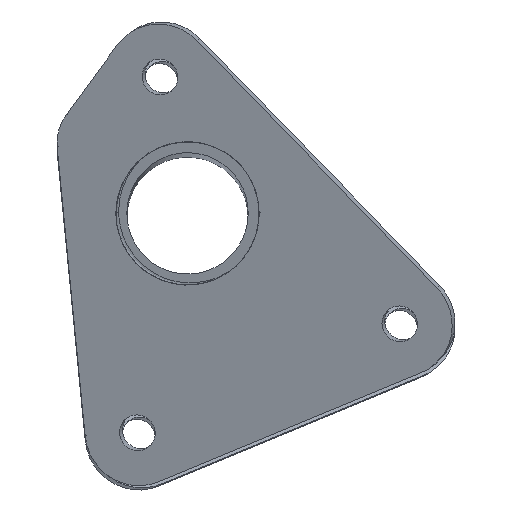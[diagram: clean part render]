
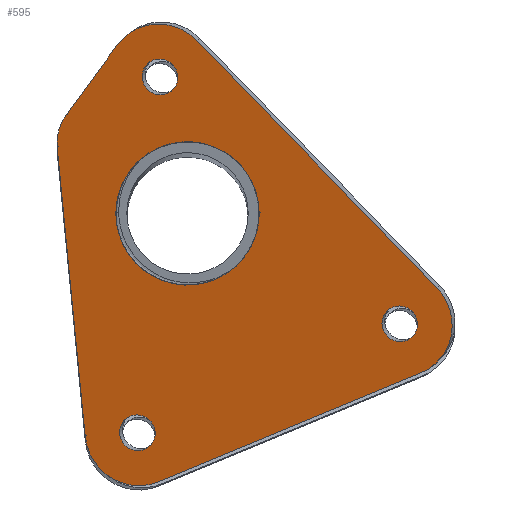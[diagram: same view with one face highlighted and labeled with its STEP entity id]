
A CAD part, top view. The second image highlights one B-rep face of the part: STEP entity #595.
In plain terms, the highlighted planar face has unit normal (-0.197, -0.151, 0.969).
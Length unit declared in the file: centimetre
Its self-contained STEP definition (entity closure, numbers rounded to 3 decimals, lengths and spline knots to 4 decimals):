
#36=B_SPLINE_CURVE_WITH_KNOTS('',3,(#958,#959,#960,#961,#962,#963,#964),
 .UNSPECIFIED.,.F.,.F.,(4,1,1,1,4),(0.,0.25,0.5,
0.75,1.),.UNSPECIFIED.);
#37=B_SPLINE_CURVE_WITH_KNOTS('',3,(#965,#966,#967,#968,#969,#970,#971),
 .UNSPECIFIED.,.F.,.F.,(4,1,1,1,4),(0.,0.25,0.5,
0.75,1.),.UNSPECIFIED.);
#48=LINE('',#938,#84);
#49=LINE('',#942,#85);
#50=LINE('',#946,#86);
#51=LINE('',#949,#87);
#84=VECTOR('',#749,8.1958);
#85=VECTOR('',#752,8.1972);
#86=VECTOR('',#755,9.6493);
#87=VECTOR('',#758,2.5269);
#121=CIRCLE('',#647,1.35);
#122=CIRCLE('',#649,1.5);
#123=CIRCLE('',#650,1.5);
#124=CIRCLE('',#651,1.5);
#125=CIRCLE('',#652,0.5075);
#126=CIRCLE('',#653,0.5075);
#127=CIRCLE('',#654,0.5075);
#175=FACE_BOUND('',#242,.T.);
#176=FACE_BOUND('',#243,.T.);
#177=FACE_BOUND('',#244,.T.);
#178=FACE_BOUND('',#245,.T.);
#199=FACE_OUTER_BOUND('',#241,.T.);
#241=EDGE_LOOP('',(#448,#449,#450,#451,#452,#453,#454,#455));
#242=EDGE_LOOP('',(#456));
#243=EDGE_LOOP('',(#457));
#244=EDGE_LOOP('',(#458));
#245=EDGE_LOOP('',(#459,#460));
#308=VERTEX_POINT('',#931);
#309=VERTEX_POINT('',#932);
#310=VERTEX_POINT('',#937);
#311=VERTEX_POINT('',#939);
#312=VERTEX_POINT('',#941);
#313=VERTEX_POINT('',#943);
#314=VERTEX_POINT('',#945);
#315=VERTEX_POINT('',#947);
#316=VERTEX_POINT('',#950);
#317=VERTEX_POINT('',#952);
#318=VERTEX_POINT('',#954);
#319=VERTEX_POINT('',#956);
#320=VERTEX_POINT('',#957);
#364=EDGE_CURVE('',#308,#309,#121,.T.);
#367=EDGE_CURVE('',#310,#308,#48,.T.);
#368=EDGE_CURVE('',#311,#310,#122,.T.);
#369=EDGE_CURVE('',#312,#311,#49,.T.);
#370=EDGE_CURVE('',#313,#312,#123,.T.);
#371=EDGE_CURVE('',#314,#313,#50,.T.);
#372=EDGE_CURVE('',#315,#314,#124,.T.);
#373=EDGE_CURVE('',#309,#315,#51,.T.);
#374=EDGE_CURVE('',#316,#316,#125,.T.);
#375=EDGE_CURVE('',#317,#317,#126,.T.);
#376=EDGE_CURVE('',#318,#318,#127,.T.);
#377=EDGE_CURVE('',#319,#320,#36,.T.);
#378=EDGE_CURVE('',#320,#319,#37,.T.);
#448=ORIENTED_EDGE('',*,*,#364,.F.);
#449=ORIENTED_EDGE('',*,*,#367,.F.);
#450=ORIENTED_EDGE('',*,*,#368,.F.);
#451=ORIENTED_EDGE('',*,*,#369,.F.);
#452=ORIENTED_EDGE('',*,*,#370,.F.);
#453=ORIENTED_EDGE('',*,*,#371,.F.);
#454=ORIENTED_EDGE('',*,*,#372,.F.);
#455=ORIENTED_EDGE('',*,*,#373,.F.);
#456=ORIENTED_EDGE('',*,*,#374,.F.);
#457=ORIENTED_EDGE('',*,*,#375,.F.);
#458=ORIENTED_EDGE('',*,*,#376,.F.);
#459=ORIENTED_EDGE('',*,*,#377,.F.);
#460=ORIENTED_EDGE('',*,*,#378,.F.);
#578=PLANE('',#648);
#595=ADVANCED_FACE('',(#199,#175,#176,#177,#178),#578,.F.);
#647=AXIS2_PLACEMENT_3D('',#933,#743,#744);
#648=AXIS2_PLACEMENT_3D('',#936,#747,#748);
#649=AXIS2_PLACEMENT_3D('',#940,#750,#751);
#650=AXIS2_PLACEMENT_3D('',#944,#753,#754);
#651=AXIS2_PLACEMENT_3D('',#948,#756,#757);
#652=AXIS2_PLACEMENT_3D('',#951,#759,#760);
#653=AXIS2_PLACEMENT_3D('',#953,#761,#762);
#654=AXIS2_PLACEMENT_3D('',#955,#763,#764);
#743=DIRECTION('center_axis',(0.197,0.151,-0.969));
#744=DIRECTION('ref_axis',(-0.976,-0.066,-0.209));
#747=DIRECTION('center_axis',(0.197,0.151,-0.969));
#748=DIRECTION('ref_axis',(-0.98,0.03,-0.195));
#749=DIRECTION('',(-0.096,0.986,0.134));
#750=DIRECTION('center_axis',(0.197,0.151,-0.969));
#751=DIRECTION('ref_axis',(0.396,-0.916,-0.062));
#752=DIRECTION('',(-0.897,-0.372,-0.24));
#753=DIRECTION('center_axis',(0.197,0.151,-0.969));
#754=DIRECTION('ref_axis',(0.69,0.68,0.246));
#755=DIRECTION('',(0.696,-0.717,0.03));
#756=DIRECTION('center_axis',(0.197,0.151,-0.969));
#757=DIRECTION('ref_axis',(-0.797,0.6,-0.069));
#758=DIRECTION('',(0.571,0.785,0.238));
#759=DIRECTION('center_axis',(-0.197,-0.151,0.969));
#760=DIRECTION('ref_axis',(-0.98,0.03,-0.195));
#761=DIRECTION('center_axis',(-0.197,-0.151,0.969));
#762=DIRECTION('ref_axis',(-0.98,0.03,-0.195));
#763=DIRECTION('center_axis',(-0.197,-0.151,0.969));
#764=DIRECTION('ref_axis',(-0.98,0.03,-0.195));
#931=CARTESIAN_POINT('',(20.3473,53.8375,35.7305));
#932=CARTESIAN_POINT('',(20.5889,54.7378,35.9197));
#933=CARTESIAN_POINT('Origin',(21.6645,53.9272,36.0124));
#936=CARTESIAN_POINT('Origin',(-4.4321,-3.3888,21.7912));
#937=CARTESIAN_POINT('',(21.1323,45.7536,34.633));
#938=CARTESIAN_POINT('',(21.1323,45.7536,34.633));
#939=CARTESIAN_POINT('',(23.1905,44.4793,34.8535));
#940=CARTESIAN_POINT('Origin',(22.5959,45.8532,34.9462));
#941=CARTESIAN_POINT('',(30.5407,47.5275,36.8225));
#942=CARTESIAN_POINT('',(30.5407,47.5275,36.8225));
#943=CARTESIAN_POINT('',(30.9814,49.9222,37.2845));
#944=CARTESIAN_POINT('Origin',(29.9461,48.9015,36.9152));
#945=CARTESIAN_POINT('',(24.2631,56.8423,36.9942));
#946=CARTESIAN_POINT('',(24.2631,56.8423,36.9942));
#947=CARTESIAN_POINT('',(22.0327,56.7223,36.5219));
#948=CARTESIAN_POINT('Origin',(23.2277,55.8216,36.6249));
#949=CARTESIAN_POINT('',(20.5889,54.7378,35.9197));
#950=CARTESIAN_POINT('',(22.0983,45.8686,34.8474));
#951=CARTESIAN_POINT('Origin',(22.5959,45.8532,34.9462));
#952=CARTESIAN_POINT('',(22.7302,55.837,36.5261));
#953=CARTESIAN_POINT('Origin',(23.2277,55.8216,36.6249));
#954=CARTESIAN_POINT('',(29.4485,48.9169,36.8164));
#955=CARTESIAN_POINT('Origin',(29.9461,48.9015,36.9152));
#956=CARTESIAN_POINT('',(21.99,52.,35.7789));
#957=CARTESIAN_POINT('',(26.01,52.,36.5965));
#958=CARTESIAN_POINT('Ctrl Pts',(21.99,52.,35.7789));
#959=CARTESIAN_POINT('Ctrl Pts',(21.9905,51.4739,35.6971));
#960=CARTESIAN_POINT('Ctrl Pts',(22.4247,50.4255,35.6224));
#961=CARTESIAN_POINT('Ctrl Pts',(24.,49.7723,35.8412));
#962=CARTESIAN_POINT('Ctrl Pts',(25.5753,50.4255,36.2632));
#963=CARTESIAN_POINT('Ctrl Pts',(26.0095,51.4739,36.5146));
#964=CARTESIAN_POINT('Ctrl Pts',(26.01,52.,36.5965));
#965=CARTESIAN_POINT('Ctrl Pts',(26.01,52.,36.5965));
#966=CARTESIAN_POINT('Ctrl Pts',(26.0095,52.5261,36.6782));
#967=CARTESIAN_POINT('Ctrl Pts',(25.5753,53.5745,36.7529));
#968=CARTESIAN_POINT('Ctrl Pts',(24.,54.2277,36.5341));
#969=CARTESIAN_POINT('Ctrl Pts',(22.4247,53.5745,36.1121));
#970=CARTESIAN_POINT('Ctrl Pts',(21.9905,52.5261,35.8608));
#971=CARTESIAN_POINT('Ctrl Pts',(21.99,52.,35.7789));
